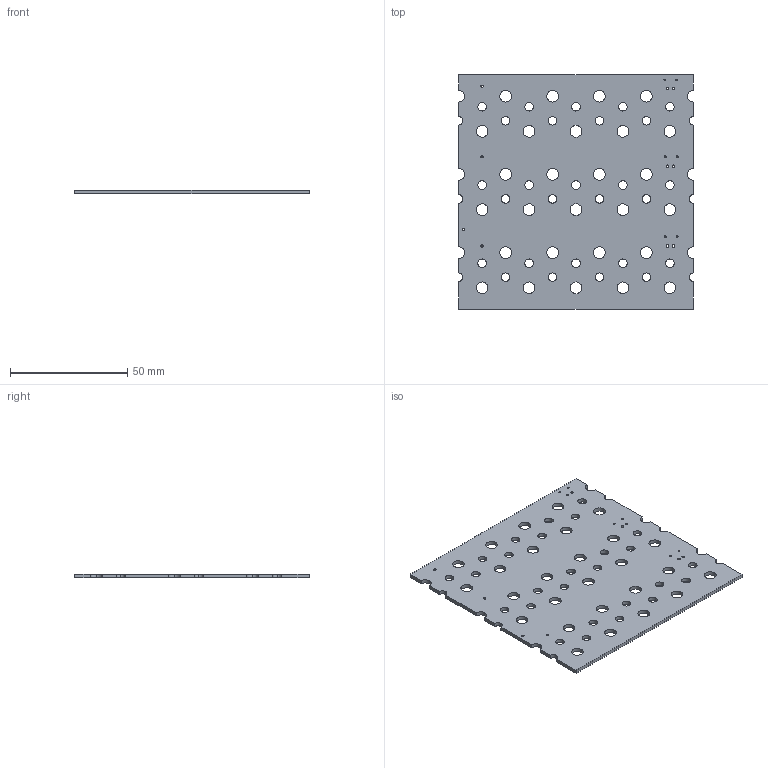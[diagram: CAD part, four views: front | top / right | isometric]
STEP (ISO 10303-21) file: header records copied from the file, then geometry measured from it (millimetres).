
FILE_DESCRIPTION(('KiCad electronic assembly'),'2;1');
FILE_NAME('Pack.step','2019-02-02T10:09:32',('An Author'),('A Company'), 'Open CASCADE STEP processor 6.9','KiCad to STEP converter','Unknown' );
FILE_SCHEMA(('AUTOMOTIVE_DESIGN { 1 0 10303 214 1 1 1 1 }'));
Length unit declared in the file: millimetre
Products named in the file (2): Open CASCADE STEP translator 6.9 1; COMPOUND
Assembly tree (1 placements, depth 2):
  Open CASCADE STEP translator 6.9 1
    COMPOUND
Bounding box: 100 x 100 x 1.6 mm (x, y, z)
Volume: 14538.4 mm3; surface area: 20108.5 mm2
Topology: 1 solids, 1 shells, 106 faces, 312 edges, 208 vertices
Faces by surface type: cylinder 88, plane 18
Full cylindrical faces by diameter (mm): 0.8 x6, 1 x10, 3.648 x27, 5 x27
Entity records: 7967 total; most frequent: CARTESIAN_POINT 1300, DIRECTION 1280, ORIENTED_EDGE 624, PCURVE 624, DEFINITIONAL_REPRESENTATION 624, LINE 536, VECTOR 536, CIRCLE 352
